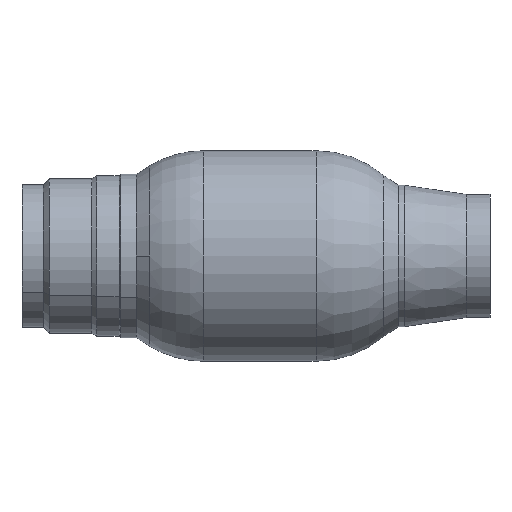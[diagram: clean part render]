
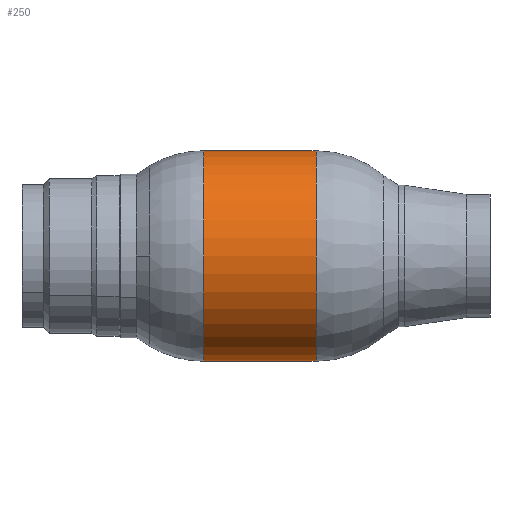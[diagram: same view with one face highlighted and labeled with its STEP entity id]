
A CAD part, front view. The second image highlights one B-rep face of the part: STEP entity #250.
In plain terms, the highlighted cylindrical face has radius 44.45 mm (diameter 88.9 mm), a partial arc.
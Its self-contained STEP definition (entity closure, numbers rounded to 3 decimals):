
#118 = VERTEX_POINT ( 'NONE', #1230 ) ;
#121 = VERTEX_POINT ( 'NONE', #1229 ) ;
#242 = EDGE_CURVE ( 'NONE', #121, #118, #1656, .T. ) ;
#243 = ORIENTED_EDGE ( 'NONE', *, *, #304, .T. ) ;
#244 = ORIENTED_EDGE ( 'NONE', *, *, #253, .F. ) ;
#245 = ORIENTED_EDGE ( 'NONE', *, *, #242, .F. ) ;
#246 = ORIENTED_EDGE ( 'NONE', *, *, #298, .F. ) ;
#249 = EDGE_LOOP ( 'NONE', ( #246, #245, #243, #244 ) ) ;
#250 = ADVANCED_FACE ( 'NONE', ( #1605 ), #1601, .T. ) ;
#253 = EDGE_CURVE ( 'NONE', #299, #302, #1706, .T. ) ;
#298 = EDGE_CURVE ( 'NONE', #118, #299, #1760, .T. ) ;
#299 = VERTEX_POINT ( 'NONE', #1756 ) ;
#302 = VERTEX_POINT ( 'NONE', #1750 ) ;
#304 = EDGE_CURVE ( 'NONE', #121, #302, #1748, .T. ) ;
#1229 = CARTESIAN_POINT ( 'NONE',  ( 23.848, 0., 44.45 ) ) ;
#1230 = CARTESIAN_POINT ( 'NONE',  ( 23.848, 0., -44.45 ) ) ;
#1601 = CYLINDRICAL_SURFACE ( 'NONE', #1677, 44.45 ) ;
#1605 = FACE_OUTER_BOUND ( 'NONE', #249, .T. ) ;
#1652 = DIRECTION ( 'NONE',  ( 0., 0., -1. ) ) ;
#1653 = DIRECTION ( 'NONE',  ( 1., 0., 0. ) ) ;
#1654 = CARTESIAN_POINT ( 'NONE',  ( 23.848, 0., 0. ) ) ;
#1655 = AXIS2_PLACEMENT_3D ( 'NONE', #1654, #1653, #1652 ) ;
#1656 = CIRCLE ( 'NONE', #1655, 44.45 ) ;
#1674 = DIRECTION ( 'NONE',  ( 0., 0., 1. ) ) ;
#1675 = DIRECTION ( 'NONE',  ( -1., 0., 0. ) ) ;
#1676 = CARTESIAN_POINT ( 'NONE',  ( -61.367, 0., 0. ) ) ;
#1677 = AXIS2_PLACEMENT_3D ( 'NONE', #1676, #1675, #1674 ) ;
#1697 = DIRECTION ( 'NONE',  ( 0., 0., 1. ) ) ;
#1698 = DIRECTION ( 'NONE',  ( -1., 0., 0. ) ) ;
#1699 = CARTESIAN_POINT ( 'NONE',  ( -23.541, 0., 0. ) ) ;
#1700 = AXIS2_PLACEMENT_3D ( 'NONE', #1699, #1698, #1697 ) ;
#1706 = CIRCLE ( 'NONE', #1700, 44.45 ) ;
#1745 = DIRECTION ( 'NONE',  ( -1., 0., 0. ) ) ;
#1746 = VECTOR ( 'NONE', #1745, 1000. ) ;
#1747 = CARTESIAN_POINT ( 'NONE',  ( -61.367, 0., 44.45 ) ) ;
#1748 = LINE ( 'NONE', #1747, #1746 ) ;
#1750 = CARTESIAN_POINT ( 'NONE',  ( -23.541, 0., 44.45 ) ) ;
#1756 = CARTESIAN_POINT ( 'NONE',  ( -23.541, 0., -44.45 ) ) ;
#1757 = DIRECTION ( 'NONE',  ( -1., 0., 0. ) ) ;
#1758 = VECTOR ( 'NONE', #1757, 1000. ) ;
#1759 = CARTESIAN_POINT ( 'NONE',  ( -61.367, 0., -44.45 ) ) ;
#1760 = LINE ( 'NONE', #1759, #1758 ) ;
